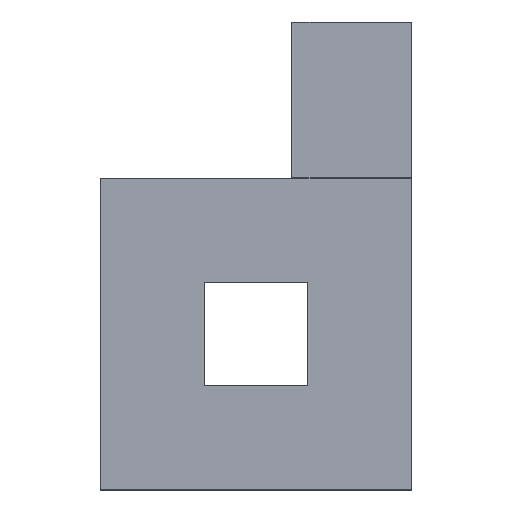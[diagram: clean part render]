
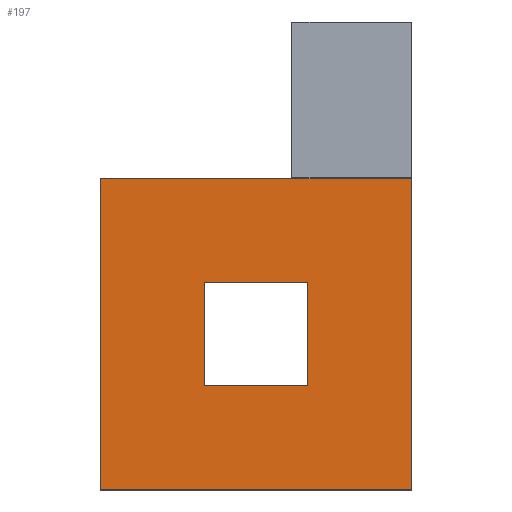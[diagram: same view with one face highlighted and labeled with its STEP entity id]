
A CAD part, top view. The second image highlights one B-rep face of the part: STEP entity #197.
In plain terms, the highlighted planar face has unit normal (0, 0, 1).
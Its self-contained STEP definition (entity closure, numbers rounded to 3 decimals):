
#3 = VERTEX_POINT ( 'NONE', #299 ) ;
#4 = DIRECTION ( 'NONE',  ( 1., 0., 0. ) ) ;
#7 = CARTESIAN_POINT ( 'NONE',  ( 0., 10., 30. ) ) ;
#11 = CARTESIAN_POINT ( 'NONE',  ( -10., 10., 30. ) ) ;
#14 = ORIENTED_EDGE ( 'NONE', *, *, #164, .F. ) ;
#23 = VECTOR ( 'NONE', #66, 1000. ) ;
#28 = LINE ( 'NONE', #135, #395 ) ;
#44 = EDGE_CURVE ( 'NONE', #390, #252, #57, .T. ) ;
#57 = LINE ( 'NONE', #207, #219 ) ;
#63 = ORIENTED_EDGE ( 'NONE', *, *, #532, .F. ) ;
#65 = EDGE_CURVE ( 'NONE', #70, #454, #448, .T. ) ;
#66 = DIRECTION ( 'NONE',  ( 0., 1., 0. ) ) ;
#68 = VERTEX_POINT ( 'NONE', #591 ) ;
#70 = VERTEX_POINT ( 'NONE', #11 ) ;
#72 = ORIENTED_EDGE ( 'NONE', *, *, #65, .T. ) ;
#77 = PLANE ( 'NONE',  #144 ) ;
#125 = EDGE_LOOP ( 'NONE', ( #319, #14, #467, #72 ) ) ;
#128 = DIRECTION ( 'NONE',  ( 0., 1., 0. ) ) ;
#135 = CARTESIAN_POINT ( 'NONE',  ( 10., 0., 30. ) ) ;
#144 = AXIS2_PLACEMENT_3D ( 'NONE', #504, #270, #172 ) ;
#147 = EDGE_LOOP ( 'NONE', ( #248, #63, #464, #490, #481 ) ) ;
#150 = EDGE_CURVE ( 'NONE', #3, #252, #584, .T. ) ;
#153 = CARTESIAN_POINT ( 'NONE',  ( 6.907, 30., 30. ) ) ;
#164 = EDGE_CURVE ( 'NONE', #68, #310, #493, .T. ) ;
#172 = DIRECTION ( 'NONE',  ( 1., 0., 0. ) ) ;
#180 = FACE_BOUND ( 'NONE', #125, .T. ) ;
#185 = VECTOR ( 'NONE', #227, 1000. ) ;
#190 = DIRECTION ( 'NONE',  ( 0., 1., 0. ) ) ;
#194 = CARTESIAN_POINT ( 'NONE',  ( 10., 10., 30. ) ) ;
#195 = VECTOR ( 'NONE', #629, 1000. ) ;
#197 = ADVANCED_FACE ( 'NONE', ( #552, #180 ), #77, .T. ) ;
#198 = LINE ( 'NONE', #372, #195 ) ;
#207 = CARTESIAN_POINT ( 'NONE',  ( 30., 0., 30. ) ) ;
#212 = EDGE_CURVE ( 'NONE', #580, #566, #304, .T. ) ;
#219 = VECTOR ( 'NONE', #346, 1000. ) ;
#223 = CARTESIAN_POINT ( 'NONE',  ( 0., 30., 30. ) ) ;
#224 = EDGE_CURVE ( 'NONE', #68, #70, #368, .T. ) ;
#227 = DIRECTION ( 'NONE',  ( 1., 0., 0. ) ) ;
#243 = VECTOR ( 'NONE', #128, 1000. ) ;
#248 = ORIENTED_EDGE ( 'NONE', *, *, #150, .F. ) ;
#252 = VERTEX_POINT ( 'NONE', #515 ) ;
#258 = CARTESIAN_POINT ( 'NONE',  ( -10., 0., 30. ) ) ;
#259 = VECTOR ( 'NONE', #489, 1000. ) ;
#270 = DIRECTION ( 'NONE',  ( 0., 0., 1. ) ) ;
#284 = CARTESIAN_POINT ( 'NONE',  ( 30., -30., 30. ) ) ;
#299 = CARTESIAN_POINT ( 'NONE',  ( 6.907, 30., 30. ) ) ;
#300 = EDGE_CURVE ( 'NONE', #580, #390, #198, .T. ) ;
#304 = LINE ( 'NONE', #414, #243 ) ;
#310 = VERTEX_POINT ( 'NONE', #332 ) ;
#319 = ORIENTED_EDGE ( 'NONE', *, *, #583, .F. ) ;
#332 = CARTESIAN_POINT ( 'NONE',  ( 10., -10., 30. ) ) ;
#346 = DIRECTION ( 'NONE',  ( 0., 1., 0. ) ) ;
#368 = LINE ( 'NONE', #258, #23 ) ;
#372 = CARTESIAN_POINT ( 'NONE',  ( 0., -30., 30. ) ) ;
#390 = VERTEX_POINT ( 'NONE', #284 ) ;
#393 = CARTESIAN_POINT ( 'NONE',  ( 0., -10., 30. ) ) ;
#395 = VECTOR ( 'NONE', #190, 1000. ) ;
#414 = CARTESIAN_POINT ( 'NONE',  ( -30., 0., 30. ) ) ;
#448 = LINE ( 'NONE', #7, #499 ) ;
#449 = VECTOR ( 'NONE', #4, 1000. ) ;
#454 = VERTEX_POINT ( 'NONE', #194 ) ;
#464 = ORIENTED_EDGE ( 'NONE', *, *, #212, .F. ) ;
#467 = ORIENTED_EDGE ( 'NONE', *, *, #224, .T. ) ;
#481 = ORIENTED_EDGE ( 'NONE', *, *, #44, .T. ) ;
#489 = DIRECTION ( 'NONE',  ( 1., 0., 0. ) ) ;
#490 = ORIENTED_EDGE ( 'NONE', *, *, #300, .T. ) ;
#493 = LINE ( 'NONE', #393, #449 ) ;
#499 = VECTOR ( 'NONE', #503, 1000. ) ;
#503 = DIRECTION ( 'NONE',  ( 1., 0., 0. ) ) ;
#504 = CARTESIAN_POINT ( 'NONE',  ( 0., 0., 30. ) ) ;
#515 = CARTESIAN_POINT ( 'NONE',  ( 30., 30., 30. ) ) ;
#524 = CARTESIAN_POINT ( 'NONE',  ( -30., 30., 30. ) ) ;
#532 = EDGE_CURVE ( 'NONE', #566, #3, #567, .T. ) ;
#552 = FACE_OUTER_BOUND ( 'NONE', #147, .T. ) ;
#566 = VERTEX_POINT ( 'NONE', #524 ) ;
#567 = LINE ( 'NONE', #223, #185 ) ;
#580 = VERTEX_POINT ( 'NONE', #612 ) ;
#583 = EDGE_CURVE ( 'NONE', #310, #454, #28, .T. ) ;
#584 = LINE ( 'NONE', #153, #259 ) ;
#591 = CARTESIAN_POINT ( 'NONE',  ( -10., -10., 30. ) ) ;
#612 = CARTESIAN_POINT ( 'NONE',  ( -30., -30., 30. ) ) ;
#629 = DIRECTION ( 'NONE',  ( 1., 0., 0. ) ) ;
